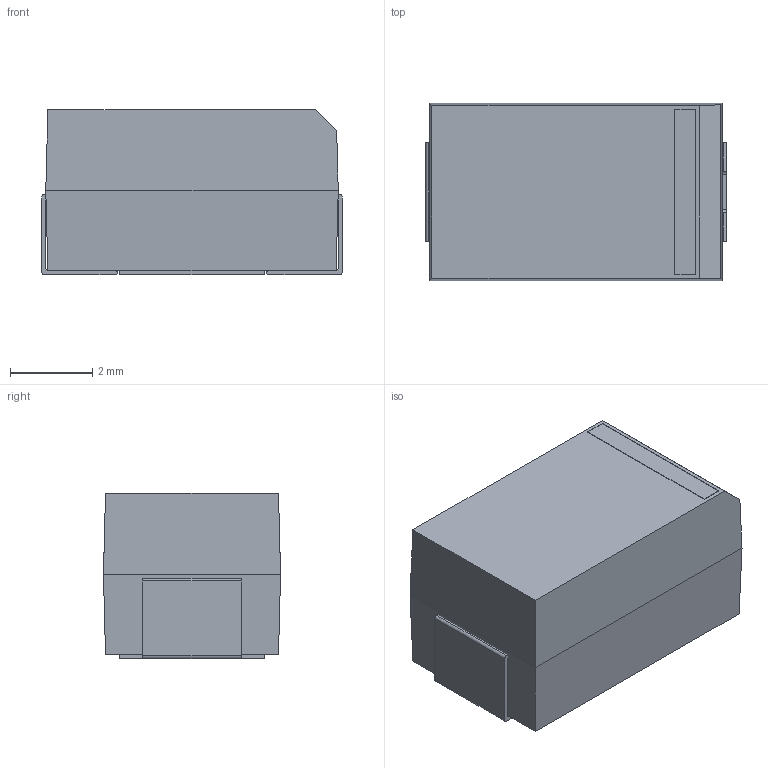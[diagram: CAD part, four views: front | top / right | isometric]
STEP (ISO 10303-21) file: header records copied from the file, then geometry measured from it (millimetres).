
FILE_DESCRIPTION(/* description */ (''),/* implementation_level */ '2;1');
FILE_NAME(/* name */ '5f3c9f85ff51c311dc00a3cc',/* time_stamp */ '2020-08-19T03:41:58+00:00',/* author */ (''),/* organization */ (''),/* preprocessor_version */ 'ST-DEVELOPER v16.7',/* originating_system */ $,/* authorisation */ $);
FILE_SCHEMA (('AUTOMOTIVE_DESIGN {1 0 10303 214 3 1 1}'));
Length unit declared in the file: metre
Products named in the file (4): Anode Marking; Anode Pin; Cathode Pin; Body
Bounding box: 7.3 x 4.3 x 4.01 mm (x, y, z)
Volume: 119.9 mm3; surface area: 202.1 mm2
Topology: 4 solids, 4 shells, 62 faces, 155 edges, 102 vertices
Faces by surface type: plane 46, cylinder 16
Entity records: 1946 total; most frequent: CARTESIAN_POINT 323, DIRECTION 319, ORIENTED_EDGE 310, EDGE_CURVE 155, LINE 123, VECTOR 123, VERTEX_POINT 102, AXIS2_PLACEMENT_3D 98
